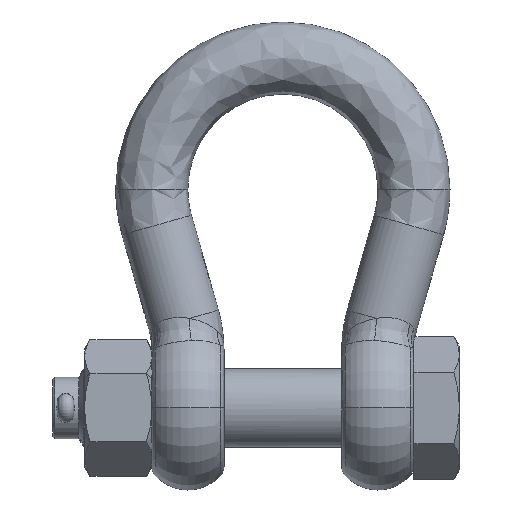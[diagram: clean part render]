
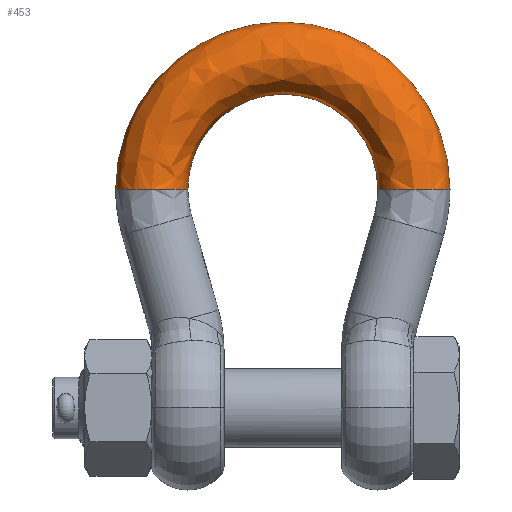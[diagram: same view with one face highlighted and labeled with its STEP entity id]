
A CAD part, top view. The second image highlights one B-rep face of the part: STEP entity #453.
In plain terms, the highlighted free-form (B-spline) face has degree [3, 3] with [4, 4] control points.
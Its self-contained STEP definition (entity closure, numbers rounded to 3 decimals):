
#453=ADVANCED_FACE('NONE',(#1714),#1715,.F.);
#1714=FACE_OUTER_BOUND('',#6022,.T.);
#1715=(B_SPLINE_SURFACE(3,3,((#6024,#6025,#6026,#6027),(#6028,#6029,#6030,#6031),(#6032,#6033,#6034,#6035),(#6036,#6037,#6038,#6039)),.UNSPECIFIED.,.F.,.F.,.F.)B_SPLINE_SURFACE_WITH_KNOTS((4,4),(4,4),(0.0,1.0),(0.0,1.0),.UNSPECIFIED.)RATIONAL_B_SPLINE_SURFACE(((1.0,0.333,0.333,1.0),(0.333,0.111,0.111,0.333),(0.333,0.111,0.111,0.333),(1.0,0.333,0.333,1.0)))BOUNDED_SURFACE()REPRESENTATION_ITEM('')GEOMETRIC_REPRESENTATION_ITEM()SURFACE());
#6022=EDGE_LOOP('',(#20076,#20077,#20078,#20079));
#6024=CARTESIAN_POINT('',(-46.0,106.0,0.));
#6025=CARTESIAN_POINT('',(-46.0,198.0,0.));
#6026=CARTESIAN_POINT('',(46.0,198.0,0.));
#6027=CARTESIAN_POINT('',(46.0,106.0,0.));
#6028=CARTESIAN_POINT('',(-46.0,106.0,35.0));
#6029=CARTESIAN_POINT('',(-46.0,198.0,35.0));
#6030=CARTESIAN_POINT('',(46.0,198.0,35.0));
#6031=CARTESIAN_POINT('',(46.0,106.0,35.0));
#6032=CARTESIAN_POINT('',(-81.0,106.0,35.0));
#6033=CARTESIAN_POINT('',(-81.0,268.0,35.0));
#6034=CARTESIAN_POINT('',(81.0,268.0,35.0));
#6035=CARTESIAN_POINT('',(81.0,106.0,35.0));
#6036=CARTESIAN_POINT('',(-81.0,106.0,0.));
#6037=CARTESIAN_POINT('',(-81.0,268.0,0.));
#6038=CARTESIAN_POINT('',(81.0,268.0,0.));
#6039=CARTESIAN_POINT('',(81.0,106.0,0.));
#20076=ORIENTED_EDGE('',*,*,#25133,.T.);
#20077=ORIENTED_EDGE('',*,*,#23896,.T.);
#20078=ORIENTED_EDGE('',*,*,#25027,.F.);
#20079=ORIENTED_EDGE('',*,*,#23898,.T.);
#23896=EDGE_CURVE('NONE',#26526,#26527,#26528,.T.);
#23898=EDGE_CURVE('NONE',#26531,#26529,#26532,.T.);
#25027=EDGE_CURVE('NONE',#26531,#26527,#28472,.T.);
#25133=EDGE_CURVE('NONE',#26529,#26526,#28657,.T.);
#26526=VERTEX_POINT('NONE',#31306);
#26527=VERTEX_POINT('NONE',#31307);
#26528=CIRCLE('',#31308,81.0);
#26529=VERTEX_POINT('NONE',#31309);
#26531=VERTEX_POINT('NONE',#31321);
#26532=CIRCLE('',#31322,46.0);
#28472=CIRCLE('',#38381,17.5);
#28657=CIRCLE('',#39083,17.5);
#31306=CARTESIAN_POINT('',(81.0,106.0,0.));
#31307=CARTESIAN_POINT('',(-81.,106.,0.));
#31308=AXIS2_PLACEMENT_3D('',#47117,#47118,#47119);
#31309=CARTESIAN_POINT('',(46.0,106.0,0.));
#31321=CARTESIAN_POINT('',(-46.,106.0,0.));
#31322=AXIS2_PLACEMENT_3D('',#47120,#47121,#47122);
#38381=AXIS2_PLACEMENT_3D('',#47694,#47695,#47696);
#39083=AXIS2_PLACEMENT_3D('',#47751,#47752,#47753);
#47117=CARTESIAN_POINT('',(0.0,106.0,0.));
#47118=DIRECTION('',(0.0,0.0,1.0));
#47119=DIRECTION('',(-1.0,0.0,0.0));
#47120=CARTESIAN_POINT('',(0.0,106.0,0.));
#47121=DIRECTION('',(0.0,0.0,-1.0));
#47122=DIRECTION('',(-1.0,0.0,0.0));
#47694=CARTESIAN_POINT('',(-63.5,106.0,0.));
#47695=DIRECTION('',(0.0,-1.0,0.));
#47696=DIRECTION('',(0.0,0.,-1.0));
#47751=CARTESIAN_POINT('',(63.5,106.0,0.));
#47752=DIRECTION('',(0.0,1.0,0.0));
#47753=DIRECTION('',(0.0,0.0,1.0));
